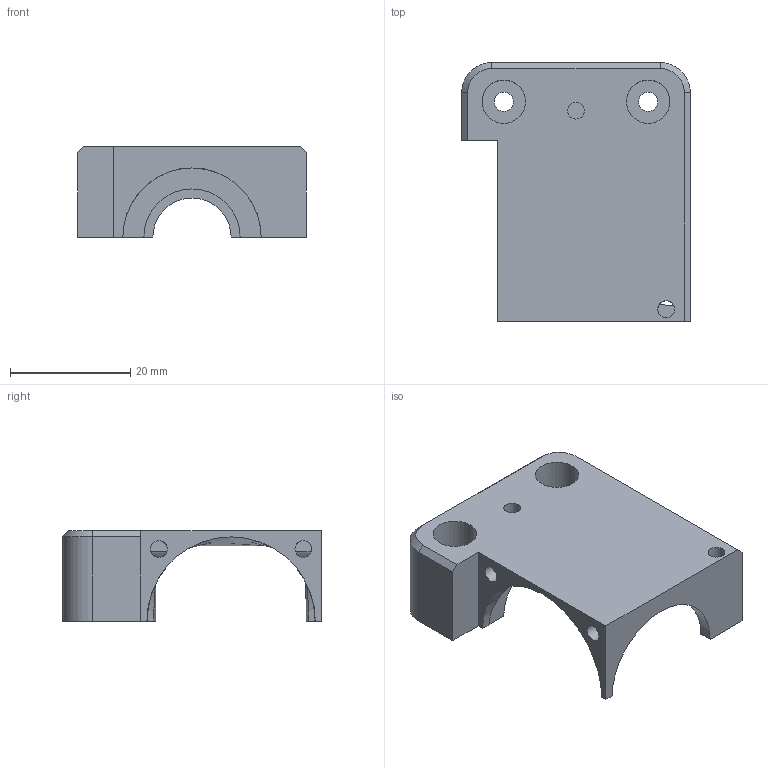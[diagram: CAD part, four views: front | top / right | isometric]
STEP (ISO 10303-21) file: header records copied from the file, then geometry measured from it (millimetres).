
FILE_DESCRIPTION(('FreeCAD Model'),'2;1');
FILE_NAME('Open CASCADE Shape Model','2023-03-22T11:53:33',('Author'),( ''),'Open CASCADE STEP processor 7.5','FreeCAD','Unknown');
FILE_SCHEMA(('AUTOMOTIVE_DESIGN { 1 0 10303 214 1 1 1 1 }'));
Length unit declared in the file: millimetre
Products named in the file (1): hotend.lid.3030
Bounding box: 38 x 43 x 15 mm (x, y, z)
Volume: 8476.5 mm3; surface area: 5713.9 mm2
Topology: 1 solids, 1 shells, 49 faces, 131 edges, 86 vertices
Faces by surface type: plane 23, cylinder 15, bspline 9, cone 2
Full cylindrical faces by diameter (mm): 2.8 x4, 3.2 x2, 7.2 x2
Entity records: 4866 total; most frequent: CARTESIAN_POINT 2402, DIRECTION 391, ORIENTED_EDGE 262, PCURVE 262, DEFINITIONAL_REPRESENTATION 262, LINE 201, VECTOR 201, EDGE_CURVE 131
